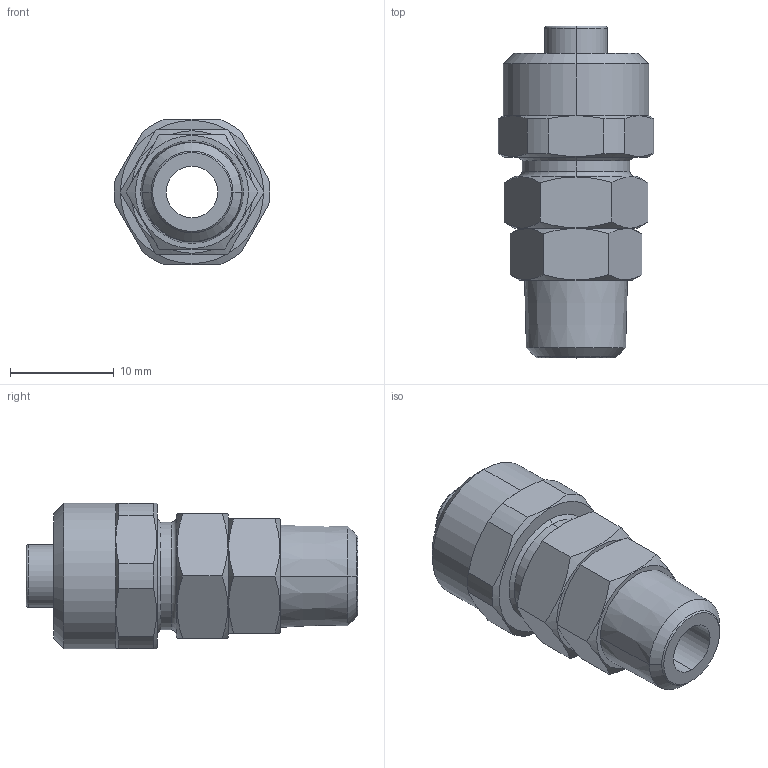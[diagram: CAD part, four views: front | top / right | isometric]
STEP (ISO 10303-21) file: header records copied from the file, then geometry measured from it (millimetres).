
FILE_DESCRIPTION (( 'STEP AP203' ), '1' );
FILE_NAME ('02190041.STEP', '2011-09-30T14:32:29', ( '' ), ( 'sopra-pneumatic' ), 'SwSTEP 2.0', 'SolidWorks 2011', '' );
FILE_SCHEMA (( 'CONFIG_CONTROL_DESIGN' ));
Length unit declared in the file: millimetre
Products named in the file (1): 02190041
Bounding box: 14.98 x 31.99 x 14 mm (x, y, z)
Volume: 2808.2 mm3; surface area: 2055.7 mm2
Topology: 1 solids, 1 shells, 76 faces, 182 edges, 114 vertices
Faces by surface type: cone 30, plane 26, cylinder 16, torus 4
Entity records: 2479 total; most frequent: CARTESIAN_POINT 673, ORIENTED_EDGE 364, DIRECTION 356, EDGE_CURVE 182, AXIS2_PLACEMENT_3D 149, VERTEX_POINT 114, EDGE_LOOP 84, ADVANCED_FACE 76
